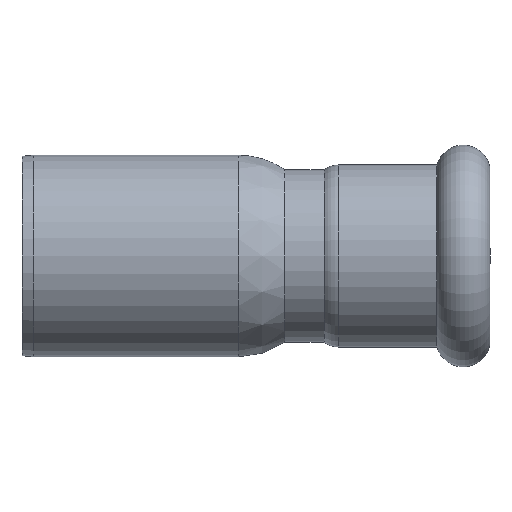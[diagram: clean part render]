
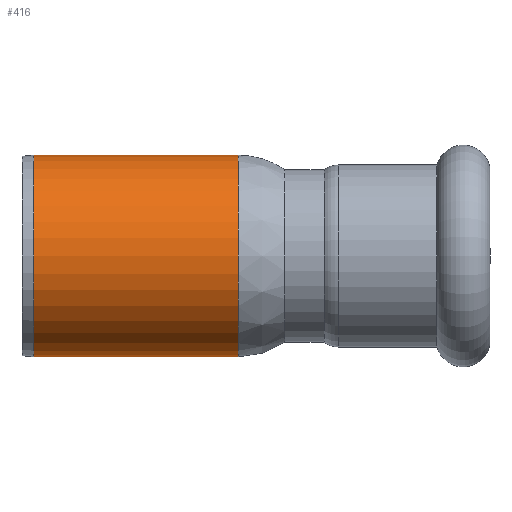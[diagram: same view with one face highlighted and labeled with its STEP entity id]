
A CAD part, front view. The second image highlights one B-rep face of the part: STEP entity #416.
In plain terms, the highlighted cylindrical face has radius 14 mm (diameter 28 mm), a full revolution.
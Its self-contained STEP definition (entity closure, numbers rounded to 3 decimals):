
#27=LINE('',#789,#38);
#38=VECTOR('',#613,14.);
#47=CYLINDRICAL_SURFACE('',#486,14.);
#61=FACE_OUTER_BOUND('',#81,.T.);
#81=EDGE_LOOP('',(#324,#325,#326,#327,#328,#329,#330));
#121=CIRCLE('',#484,14.);
#122=CIRCLE('',#485,14.);
#123=CIRCLE('',#487,14.);
#124=CIRCLE('',#488,14.);
#125=CIRCLE('',#489,14.);
#175=VERTEX_POINT('',#778);
#176=VERTEX_POINT('',#779);
#177=VERTEX_POINT('',#784);
#178=VERTEX_POINT('',#785);
#179=VERTEX_POINT('',#787);
#232=EDGE_CURVE('',#175,#176,#121,.T.);
#233=EDGE_CURVE('',#176,#175,#122,.T.);
#235=EDGE_CURVE('',#177,#178,#123,.T.);
#236=EDGE_CURVE('',#179,#177,#124,.T.);
#237=EDGE_CURVE('',#179,#176,#27,.T.);
#238=EDGE_CURVE('',#178,#179,#125,.T.);
#324=ORIENTED_EDGE('',*,*,#235,.F.);
#325=ORIENTED_EDGE('',*,*,#236,.F.);
#326=ORIENTED_EDGE('',*,*,#237,.T.);
#327=ORIENTED_EDGE('',*,*,#233,.T.);
#328=ORIENTED_EDGE('',*,*,#232,.T.);
#329=ORIENTED_EDGE('',*,*,#237,.F.);
#330=ORIENTED_EDGE('',*,*,#238,.F.);
#416=ADVANCED_FACE('',(#61),#47,.T.);
#484=AXIS2_PLACEMENT_3D('',#780,#602,#603);
#485=AXIS2_PLACEMENT_3D('',#781,#604,#605);
#486=AXIS2_PLACEMENT_3D('',#783,#607,#608);
#487=AXIS2_PLACEMENT_3D('',#786,#609,#610);
#488=AXIS2_PLACEMENT_3D('',#788,#611,#612);
#489=AXIS2_PLACEMENT_3D('',#790,#614,#615);
#602=DIRECTION('center_axis',(1.,0.,0.));
#603=DIRECTION('ref_axis',(0.,0.,-1.));
#604=DIRECTION('center_axis',(1.,0.,0.));
#605=DIRECTION('ref_axis',(0.,0.,-1.));
#607=DIRECTION('center_axis',(1.,0.,0.));
#608=DIRECTION('ref_axis',(0.,1.,0.));
#609=DIRECTION('center_axis',(1.,0.,0.));
#610=DIRECTION('ref_axis',(0.,0.,-1.));
#611=DIRECTION('center_axis',(1.,0.,0.));
#612=DIRECTION('ref_axis',(0.,0.,-1.));
#613=DIRECTION('',(-1.,0.,0.));
#614=DIRECTION('center_axis',(1.,0.,0.));
#615=DIRECTION('ref_axis',(0.,0.,-1.));
#778=CARTESIAN_POINT('',(-63.35,14.,0.));
#779=CARTESIAN_POINT('',(-63.35,-14.,0.));
#780=CARTESIAN_POINT('Origin',(-63.35,0.,0.));
#781=CARTESIAN_POINT('Origin',(-63.35,0.,0.));
#783=CARTESIAN_POINT('Origin',(-49.175,0.,0.));
#784=CARTESIAN_POINT('',(-35.,14.,0.));
#785=CARTESIAN_POINT('',(-35.,0.,14.));
#786=CARTESIAN_POINT('Origin',(-35.,0.,0.));
#787=CARTESIAN_POINT('',(-35.,-14.,0.));
#788=CARTESIAN_POINT('Origin',(-35.,0.,0.));
#789=CARTESIAN_POINT('',(-49.175,-14.,0.));
#790=CARTESIAN_POINT('Origin',(-35.,0.,0.));
